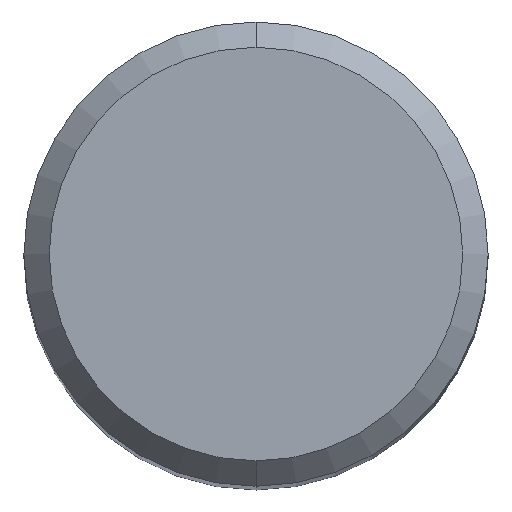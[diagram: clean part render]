
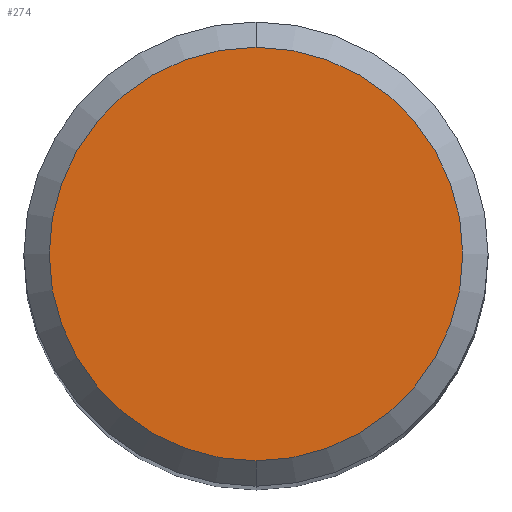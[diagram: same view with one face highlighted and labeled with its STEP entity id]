
A CAD part, top view. The second image highlights one B-rep face of the part: STEP entity #274.
In plain terms, the highlighted planar face has unit normal (0, 0, 1).
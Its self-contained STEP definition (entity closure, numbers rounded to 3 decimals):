
#152=VERTEX_POINT('',#359);
#196=EDGE_CURVE('',#208,#152,#409,.T.);
#208=VERTEX_POINT('',#421);
#274=ADVANCED_FACE('',(#497),#498,.T.);
#292=EDGE_CURVE('',#152,#208,#519,.T.);
#359=CARTESIAN_POINT('',(0.0,4.9,50.46));
#409=CIRCLE('',#658,4.9);
#421=CARTESIAN_POINT('',(0.,-4.9,50.46));
#497=FACE_OUTER_BOUND('',#766,.T.);
#498=PLANE('',#767);
#519=CIRCLE('',#794,4.9);
#658=AXIS2_PLACEMENT_3D('',#914,#915,#916);
#766=EDGE_LOOP('',(#1036,#1037));
#767=AXIS2_PLACEMENT_3D('',#1038,#1039,#1040);
#794=AXIS2_PLACEMENT_3D('',#1070,#1071,#1072);
#914=CARTESIAN_POINT('',(0.0,0.0,50.46));
#915=DIRECTION('',(0.0,0.0,-1.0));
#916=DIRECTION('',(0.0,1.0,0.0));
#1036=ORIENTED_EDGE('',*,*,#292,.F.);
#1037=ORIENTED_EDGE('',*,*,#196,.F.);
#1038=CARTESIAN_POINT('',(0.0,2.45,50.46));
#1039=DIRECTION('',(-0.0,0.0,1.0));
#1040=DIRECTION('',(0.0,-1.0,0.0));
#1070=CARTESIAN_POINT('',(0.0,0.0,50.46));
#1071=DIRECTION('',(0.0,0.0,-1.0));
#1072=DIRECTION('',(0.0,1.0,0.0));
